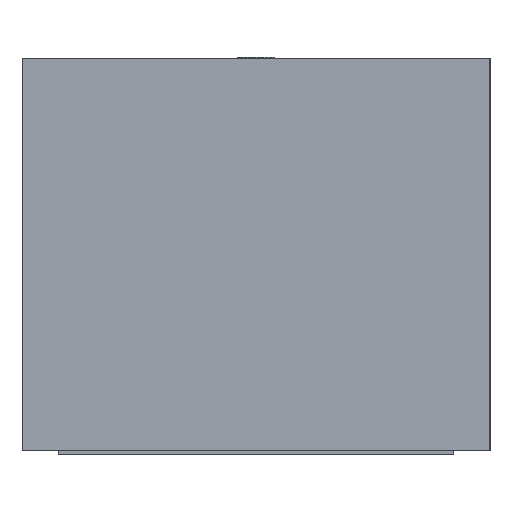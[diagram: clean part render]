
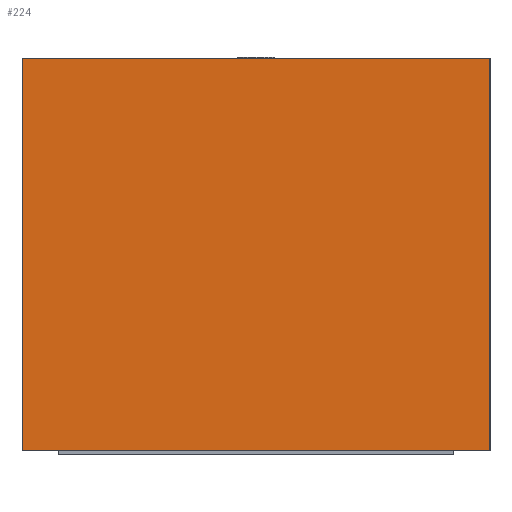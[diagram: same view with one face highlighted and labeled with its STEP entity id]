
A CAD part, left-side view. The second image highlights one B-rep face of the part: STEP entity #224.
In plain terms, the highlighted planar face has unit normal (-1, 0, 0).
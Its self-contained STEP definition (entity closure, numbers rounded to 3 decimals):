
#11 = VERTEX_POINT ( 'NONE', #316 ) ;
#24 = LINE ( 'NONE', #883, #578 ) ;
#47 = LINE ( 'NONE', #135, #300 ) ;
#56 = EDGE_LOOP ( 'NONE', ( #605, #500, #58, #541 ) ) ;
#58 = ORIENTED_EDGE ( 'NONE', *, *, #328, .F. ) ;
#65 = EDGE_CURVE ( 'NONE', #184, #183, #791, .T. ) ;
#112 = CARTESIAN_POINT ( 'NONE',  ( -0.521, 0.33, 0.006 ) ) ;
#125 = DIRECTION ( 'NONE',  ( 0., 1., 0. ) ) ;
#135 = CARTESIAN_POINT ( 'NONE',  ( -0.521, -0.33, 0.006 ) ) ;
#149 = LINE ( 'NONE', #411, #330 ) ;
#160 = VECTOR ( 'NONE', #475, 1000. ) ;
#183 = VERTEX_POINT ( 'NONE', #464 ) ;
#184 = VERTEX_POINT ( 'NONE', #247 ) ;
#186 = DIRECTION ( 'NONE',  ( 0., 0., 1. ) ) ;
#224 = ADVANCED_FACE ( 'NONE', ( #776 ), #731, .T. ) ;
#247 = CARTESIAN_POINT ( 'NONE',  ( -0.521, 0.33, 0.559 ) ) ;
#290 = VERTEX_POINT ( 'NONE', #474 ) ;
#300 = VECTOR ( 'NONE', #630, 1000. ) ;
#316 = CARTESIAN_POINT ( 'NONE',  ( -0.521, -0.33, 0.006 ) ) ;
#328 = EDGE_CURVE ( 'NONE', #11, #183, #149, .T. ) ;
#330 = VECTOR ( 'NONE', #125, 1000. ) ;
#373 = EDGE_CURVE ( 'NONE', #11, #290, #47, .T. ) ;
#411 = CARTESIAN_POINT ( 'NONE',  ( -0.521, 0.33, 0.006 ) ) ;
#464 = CARTESIAN_POINT ( 'NONE',  ( -0.521, 0.33, 0.006 ) ) ;
#474 = CARTESIAN_POINT ( 'NONE',  ( -0.521, -0.33, 0.559 ) ) ;
#475 = DIRECTION ( 'NONE',  ( 0., 0., -1. ) ) ;
#486 = DIRECTION ( 'NONE',  ( 0., 1., 0. ) ) ;
#500 = ORIENTED_EDGE ( 'NONE', *, *, #65, .T. ) ;
#541 = ORIENTED_EDGE ( 'NONE', *, *, #373, .T. ) ;
#578 = VECTOR ( 'NONE', #486, 1000. ) ;
#605 = ORIENTED_EDGE ( 'NONE', *, *, #774, .T. ) ;
#613 = DIRECTION ( 'NONE',  ( -1., 0., 0. ) ) ;
#614 = CARTESIAN_POINT ( 'NONE',  ( -0.521, 0.33, 0.006 ) ) ;
#630 = DIRECTION ( 'NONE',  ( 0., 0., 1. ) ) ;
#731 = PLANE ( 'NONE',  #873 ) ;
#774 = EDGE_CURVE ( 'NONE', #290, #184, #24, .T. ) ;
#776 = FACE_OUTER_BOUND ( 'NONE', #56, .T. ) ;
#791 = LINE ( 'NONE', #614, #160 ) ;
#873 = AXIS2_PLACEMENT_3D ( 'NONE', #112, #613, #186 ) ;
#883 = CARTESIAN_POINT ( 'NONE',  ( -0.521, 0.33, 0.559 ) ) ;
